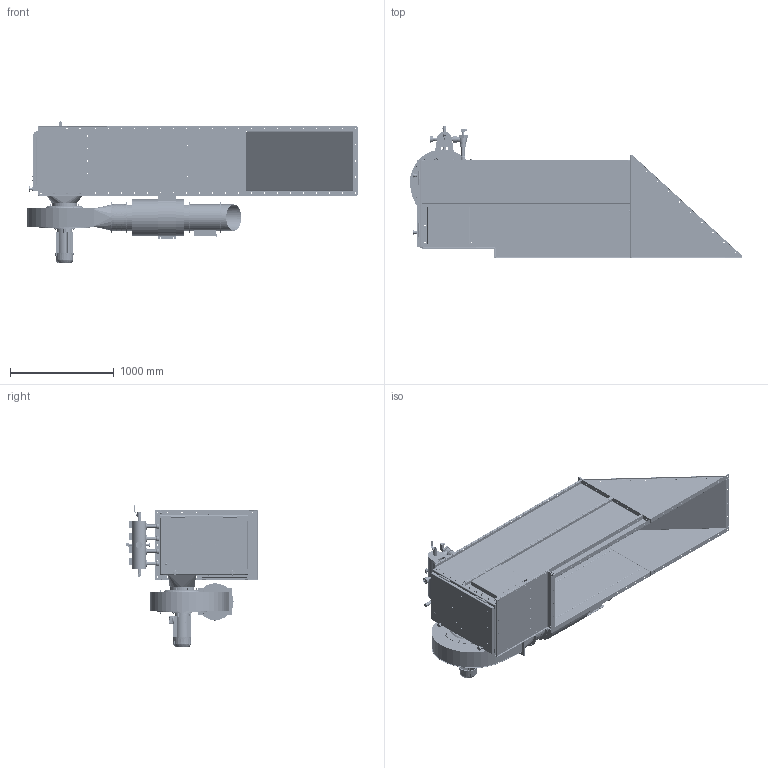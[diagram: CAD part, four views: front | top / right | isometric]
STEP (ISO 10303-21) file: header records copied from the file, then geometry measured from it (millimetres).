
FILE_DESCRIPTION (( 'STEP AP203' ), '1' );
FILE_NAME ('LJVE05.STEP', '2023-12-06T08:50:48', ( '' ), ( '' ), 'SwSTEP 2.0', 'SolidWorks 2022', '' );
FILE_SCHEMA (( 'CONFIG_CONTROL_DESIGN' ));
Length unit declared in the file: millimetre
Products named in the file (92): FL-D001-15 -TUBE IN_Výchozí; ZÁSLEPKA G1-2 - MOSAZ_Výchozí; P3-S181-00 - RC DN240-Q400x270-T2_Výchozí; FS-M004-07 - ASSY FILTER BOX 8-2-15-V_Výchozí; FS-S708-02 - PROFILE L_Výchozí<As Machined>; PO-S987-01 - EXHAUST_Výchozí; BOLT JOINT IMBUS - B+SW+W_M6x16-W; KOLENO 3-4 F-M_Výchozí; FS-S706-03 - DOOR; P3-S180-01 - REDUCT_Výchozí; FL-D004-82 - TRAY V2-1; FL-D004-78 - FLANGE III_Výchozí; WASHER JOINT - SW+W_M10-BW; FS-S708-00 - WLDM STRIP DOOR 8-2; PH-S194-01 - FLANGE I_Výchozí; P3-S181-04 - REDUCT_Výchozí; POJISTNÝ VENTIL G3-4 - MOSAZ_Výchozí; RO-S070-00 - WLDM TUBE TZL D250_Výchozí; O-KROUŽEK - 34x4_Výchozí; FS-D002-21 - CAP O THREAD_Výchozí; FS-S707-02 - HEM II_Výchozí; RO-D000-36 - COVER_Výchozí; THREADED ROD - TR_M10x460; AE1825R - VALVE BLOW NUT_Výchozí; FL-M000-86 - ASSY FLANGE IN 8-2-15-V G3_Výchozí; 12111000000013 - DN250_Výchozí; FS-S707-03 - FRAME II_Výchozí; FS-D006-84 - SIDE PANEL 1500x420 S F G3_Výchozí; FL-D004-80 - TRAY V1-1; BOLT JOINT GATE  - B-W+N_M8x25-X13-W; BUCKLE 8mm DN250_Výchozí; RO-S067-02 - PART 2_Výchozí; BOLT - B_M10x55; FS-D012-19 - SIDE PANEL 1500x420 S F G3_Výchozí; FS-S706-00 - WLDM DOOR 8-2 G6; P3-S180-00 - RC DN250-Q257x180-T2_Výchozí; PP-M002-78 - FLEXIBLE SLEEVE DN250 H150_Výchozí; PR-D023-03 - DN240; FITTING INNER THREAD G1 2'''' S235_Výchozí; MATICE HVĚZDA M10 - MHVPP ...
Assembly tree (155 placements, depth 6):
  LJVE05
    FL-8-2-15-V - ASSY LOCAL FILTER 23-11_Výchozí
      FS-M004-07 - ASSY FILTER BOX 8-2-15-V_Výchozí
        FS-D006-84 - SIDE PANEL 1500x420 S F G3_Výchozí
        FS-D006-80 - SIDE PANEL 1500x420 S G3_Výchozí  x2
        FS-M005-61 - ASSY REGENERATION 4V-120-S G5_TLAKOVKA DOLE
          FS-D012-17 - ROOF PV 8-15 G5_Výchozí
          O-KROUŽEK - 34x4_Výchozí  x8
          FS-D002-21 - CAP O THREAD_Výchozí  x4
          RG-S188-00 - WLDM PRESSURE VESSEL 4V-120-S G5_Výchozí
            RG-S188-01 - PIPE_Výchozí
            RG-S100-02 - TUBE VALVE 33,7_Výchozí  x6
            RG-S135-03 - BRACKET_Výchozí  x2
            FITTING INNER THREAD G3 4'''' S235_Výchozí  x2
            FITTING INNER THREAD G1 2'''' S235_Výchozí  x3
          AE1825R - VALVE BLOW NUT_Výchozí  x4
          FL-D001-15 -TUBE IN_Výchozí  x4
          User Library-manometrM63-3 igs
          BMA-12 - KOHOUT KULOVÝ G1-2_Výchozí
          ZÁSLEPKA G1-2 - MOSAZ_Výchozí
          POJISTNÝ VENTIL G3-4 - MOSAZ_Výchozí
          KULOVÝ VENTIL G3-4_Výchozí
          KOLENO 3-4 F-M_Výchozí
          BOLT JOINT - B+W-W+N_M10x20-X4-W  x2
          BOLT JOINT - B+W-W+N_M10x25-X8-BW
          BOLT JOINT IMBUS - B+SW+W_M6x16-W
        BOLT JOINT - B+W-W+N_M10x20-X4-W  x3
        BOLT JOINT - B+W-W+N_M10x25-X6-W
        FS-M003-57 - ASSY FRONT DOOR 8-2 G6
          FS-S706-00 - WLDM DOOR 8-2 G6
            FS-S706-03 - DOOR
            FS-N000-12 - HING HOLE 140x18_Výchozí  x2
          FS-S707-00 - WLDM FRAME 8-2_Výchozí
            FS-S707-01 - HEM I_Výchozí  x2
            FS-S707-02 - HEM II_Výchozí  x2
            FS-S707-03 - FRAME II_Výchozí
            FS-S707-04 - FRAME I_Výchozí
            FS-S707-08 - FRAME IV_Výchozí  x2
            FS-N000-12 - HING PIN 140x18_Výchozí  x2
            BOLT - B_M10x55  x2
          FS-S708-00 - WLDM STRIP DOOR 8-2
            FS-S708-01 - PROFILE_Výchozí<As Machined>  x4
            FS-S708-02 - PROFILE L_Výchozí<As Machined>  x2
          MATICE HVĚZDA M10 - MHVPP  x2
            K0148_210
            WASHER JOINT - SW+W_M10-BW
          00547004 - U-PIRELI SEAL 6-2 G4_Výchozí
          BOLT JOINT ROUND - B+W-W+SW+N_M6x20-X8-W
          BOLT JOINT GATE  - B-W+N_M8x25-X13-W
        FS-D012-19 - SIDE PANEL 1500x420 S F G3_Výchozí
      FL-M000-86 - ASSY FLANGE IN 8-2-15-V G3_Výchozí
        FL-D004-78 - FLANGE III_Výchozí
        FL-D004-76 - FLANGE II_Výchozí  x2
        BOLT JOINT - B+W-W+N_M10x20-X4-W  x3
        FL-D004-80 - TRAY V1-1
        FL-D004-82 - TRAY V2-1
        FL-D004-81 - TRAY V3-1
      FL-D002-69 - BRACKET AOV_Výchozí
      BOLT JOINT - B+W-W+N_M10x25-X8-W
      BOLT JOINT - B+W-W+N_M10x20-X4-W
Bounding box: 3195 x 1269 x 1360 mm (x, y, z)
Volume: 66115789.5 mm3; surface area: 30650624.6 mm2
Topology: 156 solids, 156 shells, 6744 faces, 16423 edges, 10337 vertices
Faces by surface type: plane 3327, cylinder 2578, cone 381, bspline 250, torus 204, sphere 4
Entity records: 166394 total; most frequent: CARTESIAN_POINT 35626, DIRECTION 24972, ORIENTED_EDGE 24362, EDGE_CURVE 12181, AXIS2_PLACEMENT_3D 9018, VERTEX_POINT 7701, VECTOR 6936, LINE 6936
